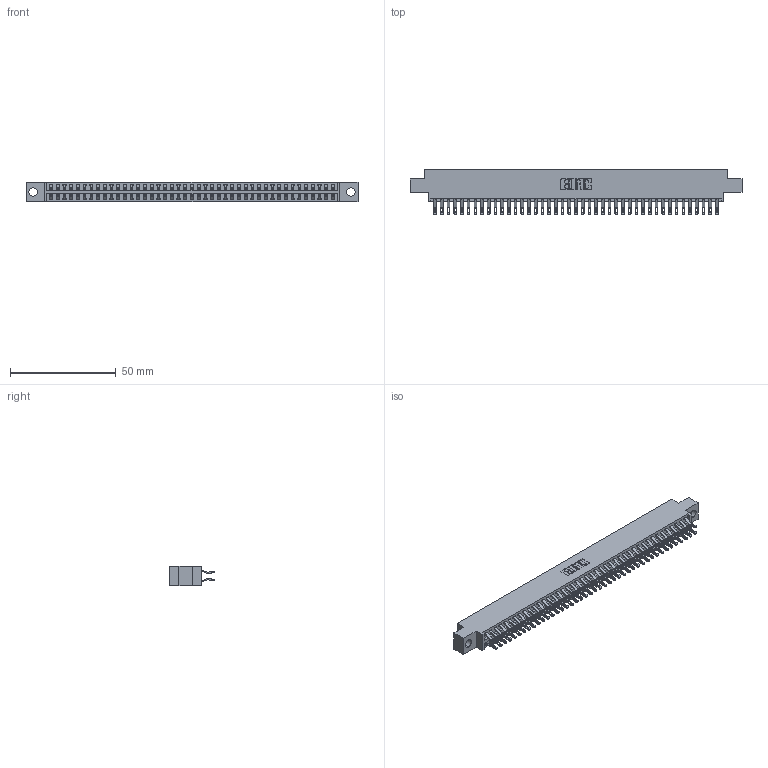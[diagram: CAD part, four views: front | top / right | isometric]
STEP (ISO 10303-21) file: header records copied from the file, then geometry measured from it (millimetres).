
FILE_DESCRIPTION (( 'STEP AP203' ), '1' );
FILE_NAME ('396-086-555-804.STEP', '2018-09-10T04:00:15', ( '' ), ( '' ), 'SwSTEP 2.0', 'SolidWorks 2016', '' );
FILE_SCHEMA (( 'CONFIG_CONTROL_DESIGN' ));
Length unit declared in the file: inch
Products named in the file (3): 345-292-001_555 Tail; 396-086-555-804; 346 Part_0.170 Offset - 0.156 Dia-TH
Assembly tree (87 placements, depth 2):
  396-086-555-804
    346 Part_0.170 Offset - 0.156 Dia-TH
    345-292-001_555 Tail  x86
Bounding box: 157.1 x 21.46 x 9.4 mm (x, y, z)
Volume: 15333.8 mm3; surface area: 21975.3 mm2
Topology: 87 solids, 87 shells, 5114 faces, 16079 edges, 10718 vertices
Faces by surface type: plane 2918, cylinder 2196
Entity records: 28389 total; most frequent: CARTESIAN_POINT 4714, ORIENTED_EDGE 4618, DIRECTION 4173, EDGE_CURVE 2309, VECTOR 1985, LINE 1985, VERTEX_POINT 1538, AXIS2_PLACEMENT_3D 1094
